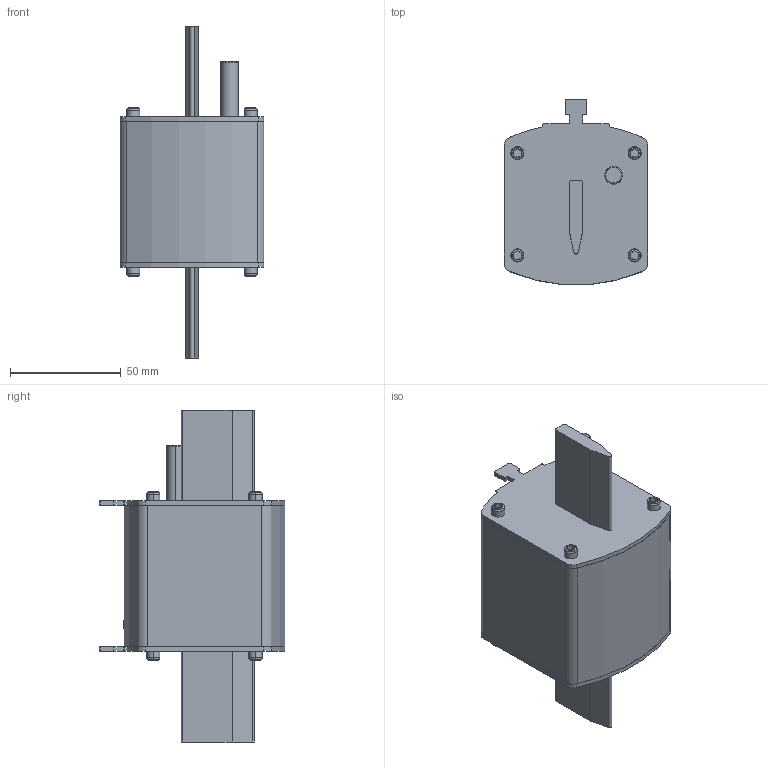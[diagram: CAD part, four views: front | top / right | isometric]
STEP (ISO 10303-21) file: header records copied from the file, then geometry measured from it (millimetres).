
FILE_DESCRIPTION((''),'2;1');
FILE_NAME('NV3_ETI_ASM','2019-08-26T',('marketing.praksa'),('Audax d.o.o.'),'CREO PARAMETRIC BY PTC INC, 2017480','CREO PARAMETRIC BY PTC INC, 2017480','');
FILE_SCHEMA(('AUTOMOTIVE_DESIGN { 1 0 10303 214 1 1 1 1 }'));
Length unit declared in the file: millimetre
Products named in the file (20): 1B8; 1C8; 1CD; 1DF; 1E6_1; 1ED_1; 1F4_1; 1FB_1; 201; 205_1_2_3; 20C; 213; 21A; 27C-101; 27C-102; 27C-103; 341; 37A; PRODUCT_1_2_3_4_ASM; NV3_ETI_ASM
Assembly tree (19 placements, depth 3):
  NV3_ETI_ASM
    PRODUCT_1_2_3_4_ASM
      1B8
      1C8
      1CD
      1DF
      1E6_1
      1ED_1
      1F4_1
      1FB_1
      201
      205_1_2_3
      20C
      213
      21A
      27C-101
      27C-102
      27C-103
      341
      37A
Bounding box: 65 x 83.76 x 150 mm (x, y, z)
Volume: 317575.2 mm3; surface area: 52653.7 mm2
Topology: 18 solids, 18 shells, 315 faces, 734 edges, 452 vertices
Faces by surface type: plane 190, cylinder 85, torus 36, sphere 4
Entity records: 12713 total; most frequent: CARTESIAN_POINT 1845, DIRECTION 1697, ORIENTED_EDGE 1460, PRESENTATION_STYLE_ASSIGNMENT 748, STYLED_ITEM 748, CURVE_STYLE 730, EDGE_CURVE 730, AXIS2_PLACEMENT_3D 651
